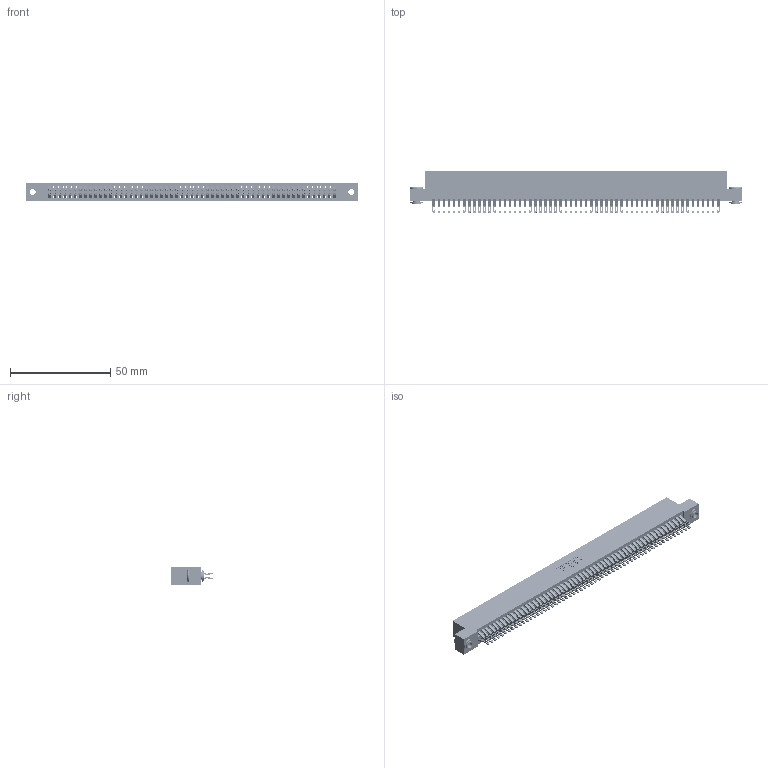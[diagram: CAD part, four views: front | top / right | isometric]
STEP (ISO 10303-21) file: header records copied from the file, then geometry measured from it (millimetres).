
FILE_DESCRIPTION (( 'STEP AP203' ), '1' );
FILE_NAME ('395-114-555-203.STEP', '2018-12-01T17:54:05', ( '' ), ( '' ), 'SwSTEP 2.0', 'SolidWorks 2016', '' );
FILE_SCHEMA (( 'CONFIG_CONTROL_DESIGN' ));
Length unit declared in the file: inch
Products named in the file (4): 395-114-555-203; 345 Part_Flush Mounting Lugs - 0.156 Dia-TH; 345-250-002_345-250-002-102; 345-292-001_555 Tail
Assembly tree (117 placements, depth 2):
  395-114-555-203
    345 Part_Flush Mounting Lugs - 0.156 Dia-TH
    345-292-001_555 Tail  x114
    345-250-002_345-250-002-102  x2
Bounding box: 165.99 x 21.13 x 9.4 mm (x, y, z)
Volume: 16613.6 mm3; surface area: 26203.2 mm2
Topology: 117 solids, 117 shells, 6548 faces, 20595 edges, 13726 vertices
Faces by surface type: plane 3624, cylinder 2916, cone 8
Entity records: 43680 total; most frequent: CARTESIAN_POINT 7317, ORIENTED_EDGE 7214, DIRECTION 6433, EDGE_CURVE 3607, VECTOR 3203, LINE 3203, VERTEX_POINT 2402, AXIS2_PLACEMENT_3D 1615
